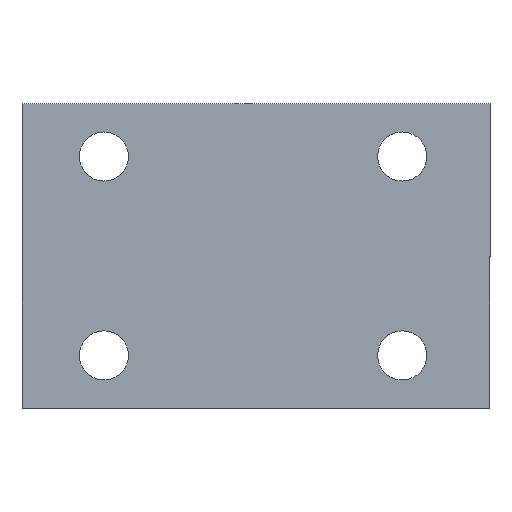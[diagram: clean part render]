
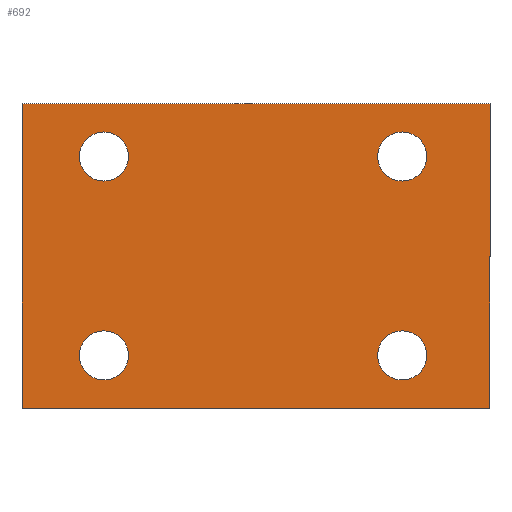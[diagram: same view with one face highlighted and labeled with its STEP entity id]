
A CAD part, top view. The second image highlights one B-rep face of the part: STEP entity #692.
In plain terms, the highlighted planar face has unit normal (0, 0, 1).
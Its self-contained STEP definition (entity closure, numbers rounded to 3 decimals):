
#4 = DIRECTION ( 'NONE',  ( 1., 0., 0. ) ) ;
#13 = ORIENTED_EDGE ( 'NONE', *, *, #344, .T. ) ;
#27 = CIRCLE ( 'NONE', #210, 2.1 ) ;
#30 = DIRECTION ( 'NONE',  ( 0., 1., 0. ) ) ;
#34 = DIRECTION ( 'NONE',  ( 1., 0., 0. ) ) ;
#43 = DIRECTION ( 'NONE',  ( 0., 0., 1. ) ) ;
#52 = DIRECTION ( 'NONE',  ( 0., 0., 1. ) ) ;
#57 = DIRECTION ( 'NONE',  ( 0., 0., 1. ) ) ;
#71 = EDGE_LOOP ( 'NONE', ( #152, #409 ) ) ;
#75 = FACE_BOUND ( 'NONE', #265, .T. ) ;
#79 = AXIS2_PLACEMENT_3D ( 'NONE', #353, #133, #34 ) ;
#82 = DIRECTION ( 'NONE',  ( 1., 0., 0. ) ) ;
#87 = VERTEX_POINT ( 'NONE', #662 ) ;
#90 = ORIENTED_EDGE ( 'NONE', *, *, #599, .T. ) ;
#94 = CARTESIAN_POINT ( 'NONE',  ( -10.9, 8.5, 3. ) ) ;
#99 = DIRECTION ( 'NONE',  ( 0., 0., 1. ) ) ;
#103 = CIRCLE ( 'NONE', #399, 2.1 ) ;
#111 = LINE ( 'NONE', #524, #224 ) ;
#116 = CARTESIAN_POINT ( 'NONE',  ( 14.6, -8.5, 3. ) ) ;
#117 = LINE ( 'NONE', #324, #216 ) ;
#131 = CARTESIAN_POINT ( 'NONE',  ( 10.4, -8.5, 3. ) ) ;
#133 = DIRECTION ( 'NONE',  ( 0., 0., 1. ) ) ;
#136 = EDGE_CURVE ( 'NONE', #589, #175, #551, .T. ) ;
#139 = ORIENTED_EDGE ( 'NONE', *, *, #243, .F. ) ;
#152 = ORIENTED_EDGE ( 'NONE', *, *, #193, .F. ) ;
#153 = CARTESIAN_POINT ( 'NONE',  ( 12.5, 8.5, 3. ) ) ;
#156 = CARTESIAN_POINT ( 'NONE',  ( -15.1, 8.5, 3. ) ) ;
#157 = CIRCLE ( 'NONE', #275, 2.1 ) ;
#162 = ORIENTED_EDGE ( 'NONE', *, *, #136, .T. ) ;
#163 = AXIS2_PLACEMENT_3D ( 'NONE', #272, #490, #266 ) ;
#174 = VERTEX_POINT ( 'NONE', #569 ) ;
#175 = VERTEX_POINT ( 'NONE', #675 ) ;
#176 = FACE_OUTER_BOUND ( 'NONE', #183, .T. ) ;
#178 = CIRCLE ( 'NONE', #163, 2.1 ) ;
#183 = EDGE_LOOP ( 'NONE', ( #13, #162, #582, #90 ) ) ;
#191 = CARTESIAN_POINT ( 'NONE',  ( 20., -13., 3. ) ) ;
#193 = EDGE_CURVE ( 'NONE', #411, #403, #103, .T. ) ;
#204 = AXIS2_PLACEMENT_3D ( 'NONE', #430, #99, #311 ) ;
#206 = EDGE_CURVE ( 'NONE', #175, #622, #111, .T. ) ;
#210 = AXIS2_PLACEMENT_3D ( 'NONE', #292, #43, #362 ) ;
#212 = VERTEX_POINT ( 'NONE', #94 ) ;
#216 = VECTOR ( 'NONE', #596, 1000. ) ;
#218 = EDGE_LOOP ( 'NONE', ( #394, #570 ) ) ;
#224 = VECTOR ( 'NONE', #30, 1000. ) ;
#234 = DIRECTION ( 'NONE',  ( 1., 0., 0. ) ) ;
#238 = DIRECTION ( 'NONE',  ( 0., 0., 1. ) ) ;
#243 = EDGE_CURVE ( 'NONE', #421, #212, #296, .T. ) ;
#244 = DIRECTION ( 'NONE',  ( 1., 0., 0. ) ) ;
#265 = EDGE_LOOP ( 'NONE', ( #139, #513 ) ) ;
#266 = DIRECTION ( 'NONE',  ( 1., 0., 0. ) ) ;
#272 = CARTESIAN_POINT ( 'NONE',  ( 12.5, 8.5, 3. ) ) ;
#275 = AXIS2_PLACEMENT_3D ( 'NONE', #153, #52, #485 ) ;
#291 = ORIENTED_EDGE ( 'NONE', *, *, #358, .F. ) ;
#292 = CARTESIAN_POINT ( 'NONE',  ( 12.5, -8.5, 3. ) ) ;
#296 = CIRCLE ( 'NONE', #204, 2.1 ) ;
#305 = EDGE_LOOP ( 'NONE', ( #587, #291 ) ) ;
#311 = DIRECTION ( 'NONE',  ( 1., 0., 0. ) ) ;
#313 = EDGE_CURVE ( 'NONE', #212, #421, #695, .T. ) ;
#324 = CARTESIAN_POINT ( 'NONE',  ( -20., -13., 3. ) ) ;
#344 = EDGE_CURVE ( 'NONE', #87, #589, #117, .T. ) ;
#346 = CIRCLE ( 'NONE', #648, 2.1 ) ;
#347 = LINE ( 'NONE', #568, #476 ) ;
#351 = CARTESIAN_POINT ( 'NONE',  ( 20., 13., 3. ) ) ;
#353 = CARTESIAN_POINT ( 'NONE',  ( 12.5, -8.5, 3. ) ) ;
#354 = DIRECTION ( 'NONE',  ( 1., 0., 0. ) ) ;
#358 = EDGE_CURVE ( 'NONE', #174, #613, #178, .T. ) ;
#362 = DIRECTION ( 'NONE',  ( 1., 0., 0. ) ) ;
#394 = ORIENTED_EDGE ( 'NONE', *, *, #645, .F. ) ;
#399 = AXIS2_PLACEMENT_3D ( 'NONE', #566, #238, #354 ) ;
#400 = PLANE ( 'NONE',  #518 ) ;
#402 = DIRECTION ( 'NONE',  ( -1., 0., 0. ) ) ;
#403 = VERTEX_POINT ( 'NONE', #544 ) ;
#409 = ORIENTED_EDGE ( 'NONE', *, *, #651, .F. ) ;
#411 = VERTEX_POINT ( 'NONE', #653 ) ;
#416 = EDGE_CURVE ( 'NONE', #613, #174, #157, .T. ) ;
#419 = VECTOR ( 'NONE', #82, 1000. ) ;
#421 = VERTEX_POINT ( 'NONE', #156 ) ;
#426 = FACE_BOUND ( 'NONE', #71, .T. ) ;
#430 = CARTESIAN_POINT ( 'NONE',  ( -13., 8.5, 3. ) ) ;
#459 = DIRECTION ( 'NONE',  ( 0., 0., 1. ) ) ;
#474 = CIRCLE ( 'NONE', #79, 2.1 ) ;
#476 = VECTOR ( 'NONE', #402, 1000. ) ;
#483 = FACE_BOUND ( 'NONE', #218, .T. ) ;
#485 = DIRECTION ( 'NONE',  ( 1., 0., 0. ) ) ;
#486 = AXIS2_PLACEMENT_3D ( 'NONE', #650, #57, #4 ) ;
#490 = DIRECTION ( 'NONE',  ( 0., 0., 1. ) ) ;
#496 = VERTEX_POINT ( 'NONE', #116 ) ;
#509 = CARTESIAN_POINT ( 'NONE',  ( -13., -8.5, 3. ) ) ;
#513 = ORIENTED_EDGE ( 'NONE', *, *, #313, .F. ) ;
#518 = AXIS2_PLACEMENT_3D ( 'NONE', #668, #628, #244 ) ;
#524 = CARTESIAN_POINT ( 'NONE',  ( 20., -13., 3. ) ) ;
#534 = FACE_BOUND ( 'NONE', #305, .T. ) ;
#544 = CARTESIAN_POINT ( 'NONE',  ( -10.9, -8.5, 3. ) ) ;
#551 = LINE ( 'NONE', #191, #419 ) ;
#564 = CARTESIAN_POINT ( 'NONE',  ( 10.4, 8.5, 3. ) ) ;
#566 = CARTESIAN_POINT ( 'NONE',  ( -13., -8.5, 3. ) ) ;
#568 = CARTESIAN_POINT ( 'NONE',  ( 20., 13., 3. ) ) ;
#569 = CARTESIAN_POINT ( 'NONE',  ( 14.6, 8.5, 3. ) ) ;
#570 = ORIENTED_EDGE ( 'NONE', *, *, #686, .F. ) ;
#582 = ORIENTED_EDGE ( 'NONE', *, *, #206, .T. ) ;
#587 = ORIENTED_EDGE ( 'NONE', *, *, #416, .F. ) ;
#589 = VERTEX_POINT ( 'NONE', #608 ) ;
#596 = DIRECTION ( 'NONE',  ( 0., -1., 0. ) ) ;
#599 = EDGE_CURVE ( 'NONE', #622, #87, #347, .T. ) ;
#608 = CARTESIAN_POINT ( 'NONE',  ( -20., -13., 3. ) ) ;
#613 = VERTEX_POINT ( 'NONE', #564 ) ;
#622 = VERTEX_POINT ( 'NONE', #351 ) ;
#628 = DIRECTION ( 'NONE',  ( 0., 0., 1. ) ) ;
#645 = EDGE_CURVE ( 'NONE', #664, #496, #474, .T. ) ;
#648 = AXIS2_PLACEMENT_3D ( 'NONE', #509, #459, #234 ) ;
#650 = CARTESIAN_POINT ( 'NONE',  ( -13., 8.5, 3. ) ) ;
#651 = EDGE_CURVE ( 'NONE', #403, #411, #346, .T. ) ;
#653 = CARTESIAN_POINT ( 'NONE',  ( -15.1, -8.5, 3. ) ) ;
#662 = CARTESIAN_POINT ( 'NONE',  ( -20., 13., 3. ) ) ;
#664 = VERTEX_POINT ( 'NONE', #131 ) ;
#668 = CARTESIAN_POINT ( 'NONE',  ( 0., 0., 3. ) ) ;
#675 = CARTESIAN_POINT ( 'NONE',  ( 20., -13., 3. ) ) ;
#686 = EDGE_CURVE ( 'NONE', #496, #664, #27, .T. ) ;
#692 = ADVANCED_FACE ( 'NONE', ( #75, #426, #483, #534, #176 ), #400, .T. ) ;
#695 = CIRCLE ( 'NONE', #486, 2.1 ) ;
